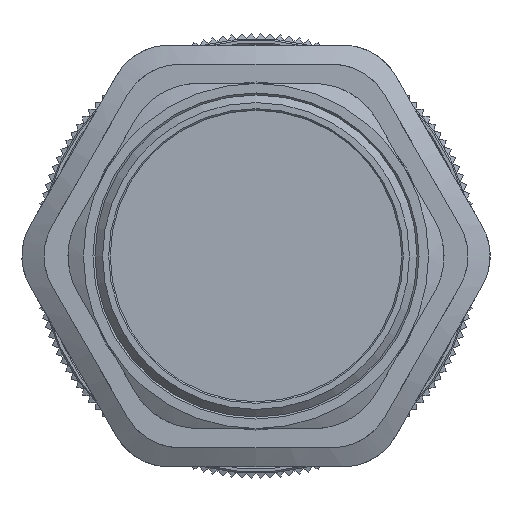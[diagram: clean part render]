
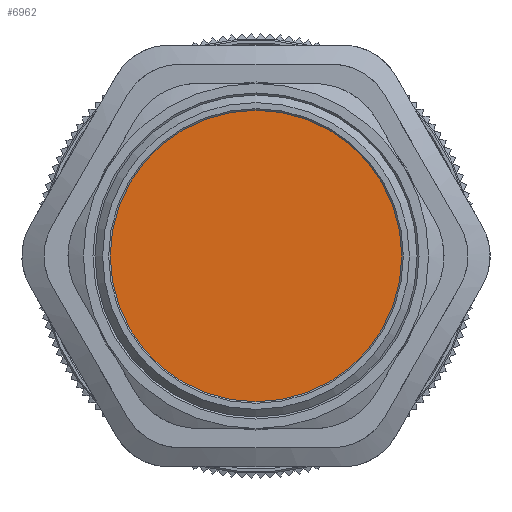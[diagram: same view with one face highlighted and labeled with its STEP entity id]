
A CAD part, front view. The second image highlights one B-rep face of the part: STEP entity #6962.
In plain terms, the highlighted planar face has unit normal (0, -1, 0).
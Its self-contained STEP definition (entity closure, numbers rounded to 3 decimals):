
#769=FACE_OUTER_BOUND('',#1149,.T.);
#1149=EDGE_LOOP('',(#4105));
#2236=CIRCLE('',#7372,19.);
#2299=VERTEX_POINT('',#9037);
#3018=EDGE_CURVE('',#2299,#2299,#2236,.T.);
#4105=ORIENTED_EDGE('',*,*,#3018,.F.);
#6267=PLANE('',#7371);
#6962=ADVANCED_FACE('',(#769),#6267,.F.);
#7371=AXIS2_PLACEMENT_3D('',#9036,#7819,#7820);
#7372=AXIS2_PLACEMENT_3D('',#9038,#7821,#7822);
#7819=DIRECTION('center_axis',(0.,1.,0.));
#7820=DIRECTION('ref_axis',(0.,0.,1.));
#7821=DIRECTION('center_axis',(0.,1.,0.));
#7822=DIRECTION('ref_axis',(0.,0.,-1.));
#9036=CARTESIAN_POINT('Origin',(-2.58,-15.846,0.));
#9037=CARTESIAN_POINT('',(-2.58,-15.846,19.));
#9038=CARTESIAN_POINT('Origin',(-2.58,-15.846,0.));
